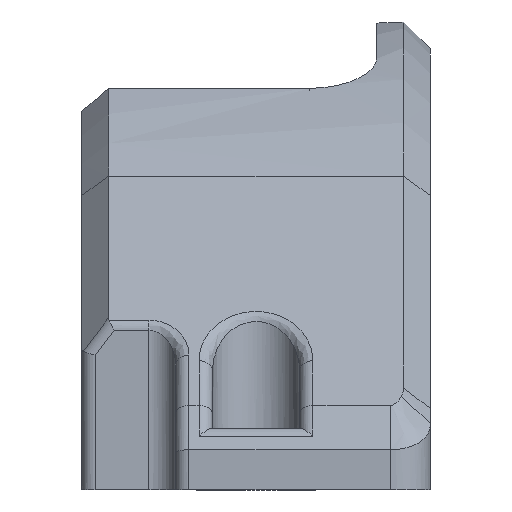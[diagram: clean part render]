
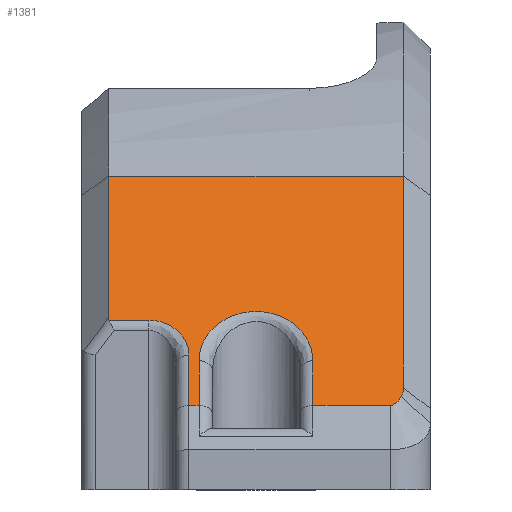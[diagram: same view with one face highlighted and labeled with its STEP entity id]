
A CAD part, front view. The second image highlights one B-rep face of the part: STEP entity #1381.
In plain terms, the highlighted planar face has unit normal (0, -0.655, 0.756).
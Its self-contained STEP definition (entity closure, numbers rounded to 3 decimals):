
#47=B_SPLINE_CURVE_WITH_KNOTS('',3,(#2524,#2525,#2526,#2527,#2528,#2529),
 .UNSPECIFIED.,.F.,.F.,(4,1,1,4),(-1.148,-0.656,
-0.328,0.),.UNSPECIFIED.);
#51=B_SPLINE_CURVE_WITH_KNOTS('',3,(#2579,#2580,#2581,#2582),
 .UNSPECIFIED.,.F.,.F.,(4,4),(-1.571,-1.148),
 .UNSPECIFIED.);
#81=PLANE('',#1535);
#164=FACE_OUTER_BOUND('',#243,.T.);
#243=EDGE_LOOP('',(#1222,#1223,#1224,#1225,#1226,#1227,#1228,#1229,#1230,
#1231,#1232,#1233,#1234,#1235));
#270=ELLIPSE('',#1445,5.625,4.25);
#278=ELLIPSE('',#1464,1.659,1.);
#279=ELLIPSE('',#1468,3.97,3.);
#347=LINE('',#2066,#455);
#348=LINE('',#2109,#456);
#352=LINE('',#2118,#460);
#356=LINE('',#2125,#464);
#367=LINE('',#2167,#475);
#368=LINE('',#2199,#476);
#404=LINE('',#2448,#512);
#411=LINE('',#2539,#519);
#424=LINE('',#2630,#532);
#455=VECTOR('',#1632,10.);
#456=VECTOR('',#1643,10.);
#460=VECTOR('',#1653,10.);
#464=VECTOR('',#1657,10.);
#475=VECTOR('',#1700,10.);
#476=VECTOR('',#1709,10.);
#512=VECTOR('',#1803,10.);
#519=VECTOR('',#1816,10.);
#532=VECTOR('',#1855,10.);
#565=VERTEX_POINT('',#2052);
#570=VERTEX_POINT('',#2063);
#571=VERTEX_POINT('',#2065);
#573=VERTEX_POINT('',#2104);
#575=VERTEX_POINT('',#2117);
#578=VERTEX_POINT('',#2123);
#589=VERTEX_POINT('',#2155);
#591=VERTEX_POINT('',#2159);
#593=VERTEX_POINT('',#2165);
#595=VERTEX_POINT('',#2194);
#639=VERTEX_POINT('',#2439);
#647=VERTEX_POINT('',#2522);
#648=VERTEX_POINT('',#2537);
#649=VERTEX_POINT('',#2538);
#710=EDGE_CURVE('',#570,#571,#347,.T.);
#713=EDGE_CURVE('',#573,#570,#270,.T.);
#715=EDGE_CURVE('',#565,#573,#348,.T.);
#720=EDGE_CURVE('',#571,#575,#352,.T.);
#724=EDGE_CURVE('',#578,#565,#356,.T.);
#742=EDGE_CURVE('',#591,#589,#278,.T.);
#745=EDGE_CURVE('',#593,#591,#367,.T.);
#747=EDGE_CURVE('',#595,#593,#279,.T.);
#749=EDGE_CURVE('',#575,#595,#368,.T.);
#813=EDGE_CURVE('',#589,#639,#404,.T.);
#823=EDGE_CURVE('',#647,#578,#47,.T.);
#825=EDGE_CURVE('',#648,#649,#411,.T.);
#835=EDGE_CURVE('',#649,#647,#51,.T.);
#848=EDGE_CURVE('',#639,#648,#424,.T.);
#1222=ORIENTED_EDGE('',*,*,#715,.F.);
#1223=ORIENTED_EDGE('',*,*,#724,.F.);
#1224=ORIENTED_EDGE('',*,*,#823,.F.);
#1225=ORIENTED_EDGE('',*,*,#835,.F.);
#1226=ORIENTED_EDGE('',*,*,#825,.F.);
#1227=ORIENTED_EDGE('',*,*,#848,.F.);
#1228=ORIENTED_EDGE('',*,*,#813,.F.);
#1229=ORIENTED_EDGE('',*,*,#742,.F.);
#1230=ORIENTED_EDGE('',*,*,#745,.F.);
#1231=ORIENTED_EDGE('',*,*,#747,.F.);
#1232=ORIENTED_EDGE('',*,*,#749,.F.);
#1233=ORIENTED_EDGE('',*,*,#720,.F.);
#1234=ORIENTED_EDGE('',*,*,#710,.F.);
#1235=ORIENTED_EDGE('',*,*,#713,.F.);
#1381=ADVANCED_FACE('',(#164),#81,.F.);
#1445=AXIS2_PLACEMENT_3D('',#2106,#1637,#1638);
#1464=AXIS2_PLACEMENT_3D('',#2161,#1693,#1694);
#1468=AXIS2_PLACEMENT_3D('',#2196,#1703,#1704);
#1535=AXIS2_PLACEMENT_3D('',#2676,#1896,#1897);
#1632=DIRECTION('',(0.,-0.756,-0.655));
#1637=DIRECTION('center_axis',(0.,-0.655,0.756));
#1638=DIRECTION('ref_axis',(0.,0.756,0.655));
#1643=DIRECTION('',(0.,0.756,0.655));
#1653=DIRECTION('',(-1.,0.,0.));
#1657=DIRECTION('',(-1.,0.,0.));
#1693=DIRECTION('center_axis',(0.,0.655,-0.756));
#1694=DIRECTION('ref_axis',(-0.756,-0.495,-0.429));
#1700=DIRECTION('',(-1.,0.,0.));
#1703=DIRECTION('center_axis',(0.,-0.655,0.756));
#1704=DIRECTION('ref_axis',(0.,0.756,0.655));
#1709=DIRECTION('',(0.,0.756,0.655));
#1803=DIRECTION('',(0.,0.756,0.655));
#1816=DIRECTION('',(0.,-0.756,-0.655));
#1855=DIRECTION('',(1.,0.,0.));
#1896=DIRECTION('center_axis',(0.,0.655,-0.756));
#1897=DIRECTION('ref_axis',(0.,0.756,0.655));
#2052=CARTESIAN_POINT('',(15.25,-46.489,8.31));
#2063=CARTESIAN_POINT('',(6.75,-42.655,11.633));
#2065=CARTESIAN_POINT('',(6.75,-46.489,8.31));
#2066=CARTESIAN_POINT('',(6.75,-48.099,6.914));
#2104=CARTESIAN_POINT('',(15.25,-42.655,11.633));
#2106=CARTESIAN_POINT('Origin',(11.,-42.655,11.633));
#2109=CARTESIAN_POINT('',(15.25,-46.386,8.399));
#2117=CARTESIAN_POINT('',(6.,-46.489,8.31));
#2118=CARTESIAN_POINT('',(4.5,-46.489,8.31));
#2123=CARTESIAN_POINT('',(21.,-46.489,8.31));
#2125=CARTESIAN_POINT('',(11.,-46.489,8.31));
#2155=CARTESIAN_POINT('',(0.,-38.963,14.834));
#2159=CARTESIAN_POINT('',(0.038,-39.155,14.667));
#2161=CARTESIAN_POINT('Origin',(1.414,-38.5,15.235));
#2165=CARTESIAN_POINT('',(3.,-39.155,14.667));
#2167=CARTESIAN_POINT('',(0.5,-39.155,14.667));
#2194=CARTESIAN_POINT('',(6.,-42.155,12.067));
#2196=CARTESIAN_POINT('Origin',(3.,-42.155,12.067));
#2199=CARTESIAN_POINT('',(6.,-49.237,5.927));
#2439=CARTESIAN_POINT('',(0.,-26.772,25.402));
#2448=CARTESIAN_POINT('',(0.,-25.494,26.51));
#2522=CARTESIAN_POINT('',(21.843,-45.744,8.956));
#2524=CARTESIAN_POINT('Ctrl Pts',(21.843,-45.744,8.956));
#2525=CARTESIAN_POINT('Ctrl Pts',(21.727,-46.002,8.732));
#2526=CARTESIAN_POINT('Ctrl Pts',(21.438,-46.334,8.444));
#2527=CARTESIAN_POINT('Ctrl Pts',(21.119,-46.482,8.316));
#2528=CARTESIAN_POINT('Ctrl Pts',(21.039,-46.489,8.31));
#2529=CARTESIAN_POINT('Ctrl Pts',(21.,-46.489,8.31));
#2537=CARTESIAN_POINT('',(22.,-26.772,25.402));
#2538=CARTESIAN_POINT('',(22.,-45.,9.601));
#2539=CARTESIAN_POINT('',(22.,-28.321,24.059));
#2579=CARTESIAN_POINT('Ctrl Pts',(22.,-45.,9.601));
#2580=CARTESIAN_POINT('Ctrl Pts',(22.,-45.262,9.374));
#2581=CARTESIAN_POINT('Ctrl Pts',(21.942,-45.523,9.148));
#2582=CARTESIAN_POINT('Ctrl Pts',(21.843,-45.744,8.956));
#2630=CARTESIAN_POINT('',(11.,-26.772,25.402));
#2676=CARTESIAN_POINT('Origin',(-2.,-48.,7.));
